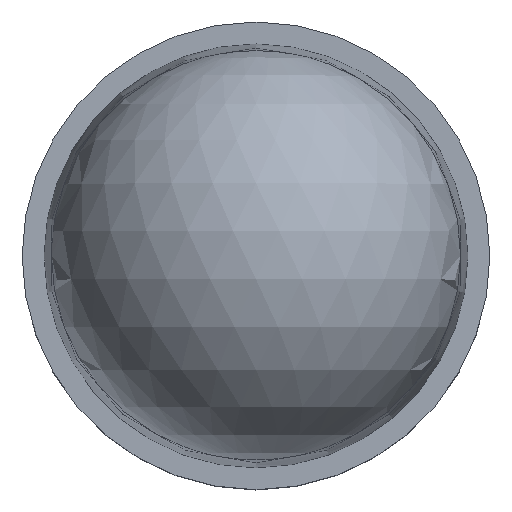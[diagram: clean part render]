
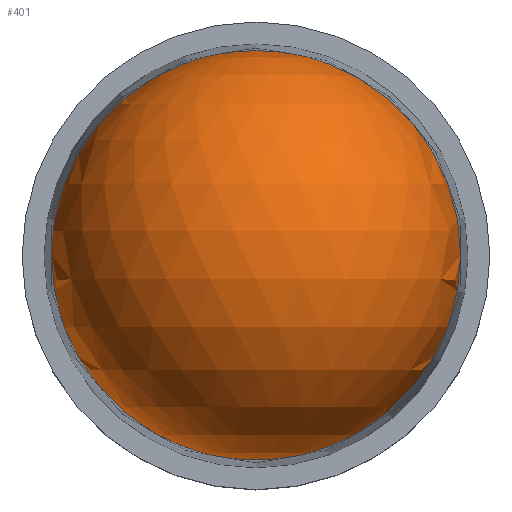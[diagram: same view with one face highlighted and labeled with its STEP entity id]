
A CAD part, top view. The second image highlights one B-rep face of the part: STEP entity #401.
In plain terms, the highlighted spherical face has radius 1.4 mm.
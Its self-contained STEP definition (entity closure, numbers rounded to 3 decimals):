
#20=SPHERICAL_SURFACE('',#443,1.4);
#32=CIRCLE('',#442,1.4);
#44=FACE_OUTER_BOUND('',#67,.T.);
#67=EDGE_LOOP('',(#311));
#205=VERTEX_POINT('',#641);
#247=EDGE_CURVE('',#205,#205,#32,.T.);
#311=ORIENTED_EDGE('',*,*,#247,.F.);
#401=ADVANCED_FACE('',(#44),#20,.T.);
#442=AXIS2_PLACEMENT_3D('',#643,#517,#518);
#443=AXIS2_PLACEMENT_3D('',#644,#519,#520);
#517=DIRECTION('center_axis',(0.,0.,-1.));
#518=DIRECTION('ref_axis',(0.,1.,0.));
#519=DIRECTION('center_axis',(0.,1.,0.));
#520=DIRECTION('ref_axis',(-1.,0.,0.));
#641=CARTESIAN_POINT('',(0.,-1.4,3.232));
#643=CARTESIAN_POINT('Origin',(0.,0.,3.232));
#644=CARTESIAN_POINT('Origin',(0.,0.,3.2));
